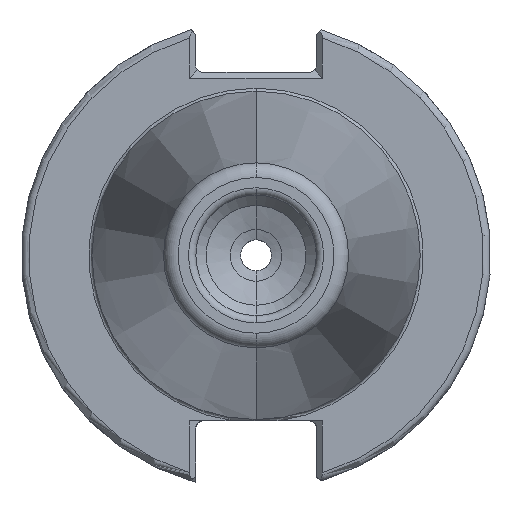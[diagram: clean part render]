
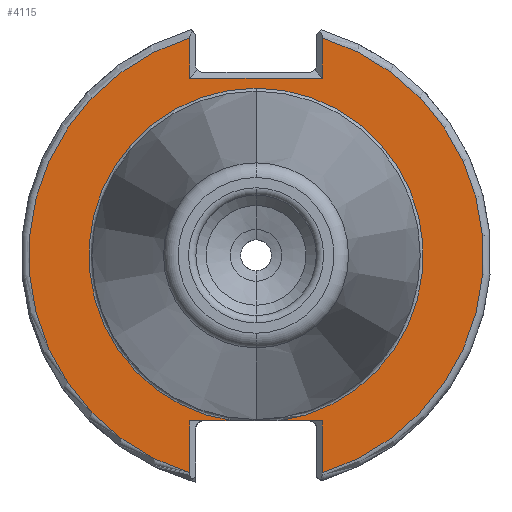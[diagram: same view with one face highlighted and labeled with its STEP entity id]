
A CAD part, left-side view. The second image highlights one B-rep face of the part: STEP entity #4115.
In plain terms, the highlighted planar face has unit normal (-1, 0, 0).
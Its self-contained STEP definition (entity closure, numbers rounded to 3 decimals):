
#107 = EDGE_CURVE ( 'NONE', #4634, #2361, #684, .T. ) ;
#176 = EDGE_CURVE ( 'NONE', #5134, #4266, #3264, .T. ) ;
#279 = VECTOR ( 'NONE', #594, 1000. ) ;
#382 = CARTESIAN_POINT ( 'NONE',  ( -76.82, 0., 0. ) ) ;
#386 = ORIENTED_EDGE ( 'NONE', *, *, #4953, .T. ) ;
#398 = CARTESIAN_POINT ( 'NONE',  ( -76.82, 0., 0. ) ) ;
#469 = LINE ( 'NONE', #1923, #3426 ) ;
#491 = ORIENTED_EDGE ( 'NONE', *, *, #107, .T. ) ;
#501 = ORIENTED_EDGE ( 'NONE', *, *, #3532, .F. ) ;
#505 = CARTESIAN_POINT ( 'NONE',  ( -76.82, 0., 0. ) ) ;
#594 = DIRECTION ( 'NONE',  ( 0., 0., -1. ) ) ;
#596 = ORIENTED_EDGE ( 'NONE', *, *, #934, .T. ) ;
#620 = CARTESIAN_POINT ( 'NONE',  ( -76.82, 8.99, 29.433 ) ) ;
#684 = LINE ( 'NONE', #4697, #3516 ) ;
#719 = AXIS2_PLACEMENT_3D ( 'NONE', #398, #3619, #1209 ) ;
#741 = VERTEX_POINT ( 'NONE', #3118 ) ;
#763 = LINE ( 'NONE', #849, #2788 ) ;
#777 = DIRECTION ( 'NONE',  ( 0., 0., 1. ) ) ;
#819 = ORIENTED_EDGE ( 'NONE', *, *, #176, .T. ) ;
#849 = CARTESIAN_POINT ( 'NONE',  ( -76.82, 0., 24. ) ) ;
#909 = DIRECTION ( 'NONE',  ( 0., 0., -1. ) ) ;
#934 = EDGE_CURVE ( 'NONE', #3502, #5134, #5027, .T. ) ;
#1000 = VERTEX_POINT ( 'NONE', #2141 ) ;
#1114 = DIRECTION ( 'NONE',  ( 0., -1., 0. ) ) ;
#1186 = CARTESIAN_POINT ( 'NONE',  ( -76.82, -8.99, -22.41 ) ) ;
#1209 = DIRECTION ( 'NONE',  ( 0., 0., -1. ) ) ;
#1260 = CARTESIAN_POINT ( 'NONE',  ( -76.82, 0., 22.625 ) ) ;
#1317 = CARTESIAN_POINT ( 'NONE',  ( -76.82, 8.99, -29.433 ) ) ;
#1322 = CARTESIAN_POINT ( 'NONE',  ( -76.82, 3.112, -22.41 ) ) ;
#1392 = CARTESIAN_POINT ( 'NONE',  ( -76.82, -8.99, 24.8 ) ) ;
#1393 = DIRECTION ( 'NONE',  ( -1., 0., 0. ) ) ;
#1404 = FACE_OUTER_BOUND ( 'NONE', #2946, .T. ) ;
#1557 = ORIENTED_EDGE ( 'NONE', *, *, #3045, .T. ) ;
#1638 = DIRECTION ( 'NONE',  ( 0., 0., 1. ) ) ;
#1882 = DIRECTION ( 'NONE',  ( -1., 0., 0. ) ) ;
#1900 = DIRECTION ( 'NONE',  ( 0., 0., -1. ) ) ;
#1913 = CIRCLE ( 'NONE', #4913, 30.775 ) ;
#1920 = ORIENTED_EDGE ( 'NONE', *, *, #4831, .F. ) ;
#1923 = CARTESIAN_POINT ( 'NONE',  ( -76.82, -8.19, -22.41 ) ) ;
#1981 = LINE ( 'NONE', #4474, #5070 ) ;
#2091 = CIRCLE ( 'NONE', #2146, 22.625 ) ;
#2105 = CARTESIAN_POINT ( 'NONE',  ( -76.82, 8.99, -22.41 ) ) ;
#2141 = CARTESIAN_POINT ( 'NONE',  ( -76.82, -8.99, 29.433 ) ) ;
#2146 = AXIS2_PLACEMENT_3D ( 'NONE', #382, #3187, #777 ) ;
#2361 = VERTEX_POINT ( 'NONE', #3901 ) ;
#2388 = DIRECTION ( 'NONE',  ( 0., -1., 0. ) ) ;
#2450 = CARTESIAN_POINT ( 'NONE',  ( -76.82, 8.99, 24. ) ) ;
#2481 = DIRECTION ( 'NONE',  ( 0., 1., 0. ) ) ;
#2485 = DIRECTION ( 'NONE',  ( 0., 0., 1. ) ) ;
#2489 = CIRCLE ( 'NONE', #2919, 22.625 ) ;
#2667 = EDGE_CURVE ( 'NONE', #4144, #3502, #1981, .T. ) ;
#2788 = VECTOR ( 'NONE', #2481, 1000. ) ;
#2868 = VERTEX_POINT ( 'NONE', #4236 ) ;
#2919 = AXIS2_PLACEMENT_3D ( 'NONE', #4298, #1882, #4701 ) ;
#2930 = VECTOR ( 'NONE', #2388, 1000. ) ;
#2946 = EDGE_LOOP ( 'NONE', ( #4403, #596, #819, #3434, #501, #1920, #1557, #491, #4703, #4918, #386 ) ) ;
#3045 = EDGE_CURVE ( 'NONE', #2868, #4634, #469, .T. ) ;
#3118 = CARTESIAN_POINT ( 'NONE',  ( -76.82, -8.99, 24. ) ) ;
#3149 = EDGE_CURVE ( 'NONE', #4266, #4281, #3997, .T. ) ;
#3187 = DIRECTION ( 'NONE',  ( -1., 0., 0. ) ) ;
#3211 = PLANE ( 'NONE',  #719 ) ;
#3231 = AXIS2_PLACEMENT_3D ( 'NONE', #505, #3322, #909 ) ;
#3264 = LINE ( 'NONE', #4489, #4342 ) ;
#3265 = VERTEX_POINT ( 'NONE', #1260 ) ;
#3322 = DIRECTION ( 'NONE',  ( -1., 0., 0. ) ) ;
#3424 = EDGE_CURVE ( 'NONE', #2361, #1000, #1913, .T. ) ;
#3426 = VECTOR ( 'NONE', #1114, 1000. ) ;
#3434 = ORIENTED_EDGE ( 'NONE', *, *, #3149, .T. ) ;
#3480 = LINE ( 'NONE', #1392, #279 ) ;
#3502 = VERTEX_POINT ( 'NONE', #620 ) ;
#3516 = VECTOR ( 'NONE', #1900, 1000. ) ;
#3532 = EDGE_CURVE ( 'NONE', #3265, #4281, #2489, .T. ) ;
#3619 = DIRECTION ( 'NONE',  ( 1., 0., 0. ) ) ;
#3802 = CARTESIAN_POINT ( 'NONE',  ( -76.82, 0., 0. ) ) ;
#3863 = EDGE_CURVE ( 'NONE', #1000, #741, #3480, .T. ) ;
#3901 = CARTESIAN_POINT ( 'NONE',  ( -76.82, -8.99, -29.433 ) ) ;
#3997 = LINE ( 'NONE', #5188, #2930 ) ;
#4115 = ADVANCED_FACE ( 'NONE', ( #1404 ), #3211, .F. ) ;
#4144 = VERTEX_POINT ( 'NONE', #2450 ) ;
#4214 = DIRECTION ( 'NONE',  ( 0., 0., -1. ) ) ;
#4236 = CARTESIAN_POINT ( 'NONE',  ( -76.82, -3.112, -22.41 ) ) ;
#4266 = VERTEX_POINT ( 'NONE', #2105 ) ;
#4281 = VERTEX_POINT ( 'NONE', #1322 ) ;
#4298 = CARTESIAN_POINT ( 'NONE',  ( -76.82, 0., 0. ) ) ;
#4342 = VECTOR ( 'NONE', #2485, 1000. ) ;
#4403 = ORIENTED_EDGE ( 'NONE', *, *, #2667, .T. ) ;
#4474 = CARTESIAN_POINT ( 'NONE',  ( -76.82, 8.99, 30.701 ) ) ;
#4489 = CARTESIAN_POINT ( 'NONE',  ( -76.82, 8.99, 0. ) ) ;
#4634 = VERTEX_POINT ( 'NONE', #1186 ) ;
#4697 = CARTESIAN_POINT ( 'NONE',  ( -76.82, -8.99, 0. ) ) ;
#4701 = DIRECTION ( 'NONE',  ( 0., 0., 1. ) ) ;
#4703 = ORIENTED_EDGE ( 'NONE', *, *, #3424, .T. ) ;
#4831 = EDGE_CURVE ( 'NONE', #2868, #3265, #2091, .T. ) ;
#4913 = AXIS2_PLACEMENT_3D ( 'NONE', #3802, #1393, #4214 ) ;
#4918 = ORIENTED_EDGE ( 'NONE', *, *, #3863, .T. ) ;
#4953 = EDGE_CURVE ( 'NONE', #741, #4144, #763, .T. ) ;
#5027 = CIRCLE ( 'NONE', #3231, 30.775 ) ;
#5070 = VECTOR ( 'NONE', #1638, 1000. ) ;
#5134 = VERTEX_POINT ( 'NONE', #1317 ) ;
#5188 = CARTESIAN_POINT ( 'NONE',  ( -76.82, -8.19, -22.41 ) ) ;
